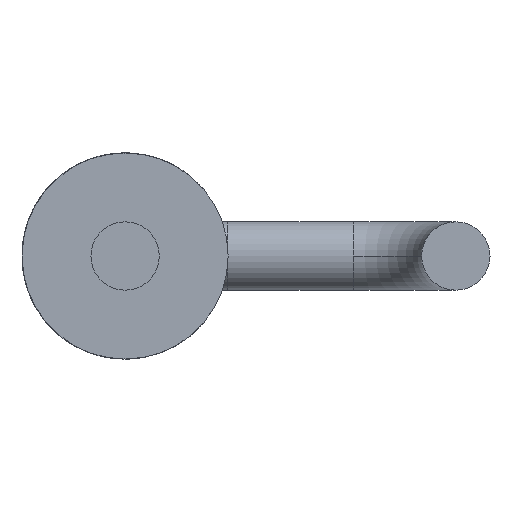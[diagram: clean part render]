
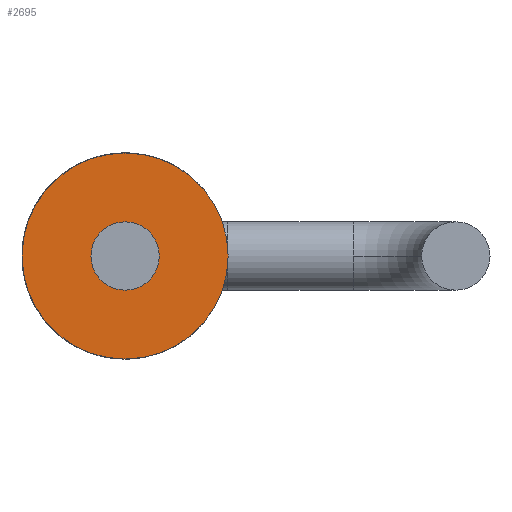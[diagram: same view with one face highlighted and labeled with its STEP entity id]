
A CAD part, front view. The second image highlights one B-rep face of the part: STEP entity #2695.
In plain terms, the highlighted planar face has unit normal (0, -1, 0).
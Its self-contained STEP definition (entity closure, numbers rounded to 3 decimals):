
#743 = EDGE_LOOP ( 'NONE', ( #1181, #2422 ) ) ;
#786 = DIRECTION ( 'NONE',  ( 0., 1., 0. ) ) ;
#1090 = DIRECTION ( 'NONE',  ( 0., 1., 0. ) ) ;
#1097 = EDGE_CURVE ( 'NONE', #4768, #3678, #2882, .T. ) ;
#1123 = CIRCLE ( 'NONE', #2175, 1.188 ) ;
#1181 = ORIENTED_EDGE ( 'NONE', *, *, #5331, .F. ) ;
#1370 = CARTESIAN_POINT ( 'NONE',  ( 0., 1., 0. ) ) ;
#1571 = AXIS2_PLACEMENT_3D ( 'NONE', #3799, #4645, #3502 ) ;
#1618 = CARTESIAN_POINT ( 'NONE',  ( 0., 1., 0. ) ) ;
#1822 = AXIS2_PLACEMENT_3D ( 'NONE', #2875, #2980, #5004 ) ;
#1872 = DIRECTION ( 'NONE',  ( 0., -1., 0. ) ) ;
#1877 = CARTESIAN_POINT ( 'NONE',  ( 0.394, 1., 0. ) ) ;
#1999 = DIRECTION ( 'NONE',  ( 0., 0., 1. ) ) ;
#2175 = AXIS2_PLACEMENT_3D ( 'NONE', #4909, #1090, #2758 ) ;
#2262 = CARTESIAN_POINT ( 'NONE',  ( -0.394, 1., 0. ) ) ;
#2267 = CIRCLE ( 'NONE', #1571, 0.394 ) ;
#2422 = ORIENTED_EDGE ( 'NONE', *, *, #5459, .F. ) ;
#2695 = ADVANCED_FACE ( 'NONE', ( #3255, #4140 ), #4913, .F. ) ;
#2713 = EDGE_LOOP ( 'NONE', ( #4593, #2805 ) ) ;
#2735 = VERTEX_POINT ( 'NONE', #3341 ) ;
#2758 = DIRECTION ( 'NONE',  ( 0., 0., 1. ) ) ;
#2805 = ORIENTED_EDGE ( 'NONE', *, *, #1097, .F. ) ;
#2875 = CARTESIAN_POINT ( 'NONE',  ( 0., 1., 0. ) ) ;
#2882 = CIRCLE ( 'NONE', #4284, 0.394 ) ;
#2980 = DIRECTION ( 'NONE',  ( 0., 1., 0. ) ) ;
#3255 = FACE_BOUND ( 'NONE', #2713, .T. ) ;
#3341 = CARTESIAN_POINT ( 'NONE',  ( 0., 1., -1.188 ) ) ;
#3502 = DIRECTION ( 'NONE',  ( 0., 0., 1. ) ) ;
#3678 = VERTEX_POINT ( 'NONE', #1877 ) ;
#3799 = CARTESIAN_POINT ( 'NONE',  ( 0., 1., 0. ) ) ;
#4140 = FACE_OUTER_BOUND ( 'NONE', #743, .T. ) ;
#4284 = AXIS2_PLACEMENT_3D ( 'NONE', #1370, #1872, #5345 ) ;
#4482 = CIRCLE ( 'NONE', #1822, 1.188 ) ;
#4593 = ORIENTED_EDGE ( 'NONE', *, *, #5258, .F. ) ;
#4602 = CARTESIAN_POINT ( 'NONE',  ( 0., 1., 1.188 ) ) ;
#4645 = DIRECTION ( 'NONE',  ( 0., -1., 0. ) ) ;
#4768 = VERTEX_POINT ( 'NONE', #2262 ) ;
#4909 = CARTESIAN_POINT ( 'NONE',  ( 0., 1., 0. ) ) ;
#4913 = PLANE ( 'NONE',  #5061 ) ;
#5004 = DIRECTION ( 'NONE',  ( 0., 0., 1. ) ) ;
#5061 = AXIS2_PLACEMENT_3D ( 'NONE', #1618, #786, #1999 ) ;
#5258 = EDGE_CURVE ( 'NONE', #3678, #4768, #2267, .T. ) ;
#5331 = EDGE_CURVE ( 'NONE', #2735, #5475, #1123, .T. ) ;
#5345 = DIRECTION ( 'NONE',  ( 0., 0., 1. ) ) ;
#5459 = EDGE_CURVE ( 'NONE', #5475, #2735, #4482, .T. ) ;
#5475 = VERTEX_POINT ( 'NONE', #4602 ) ;
